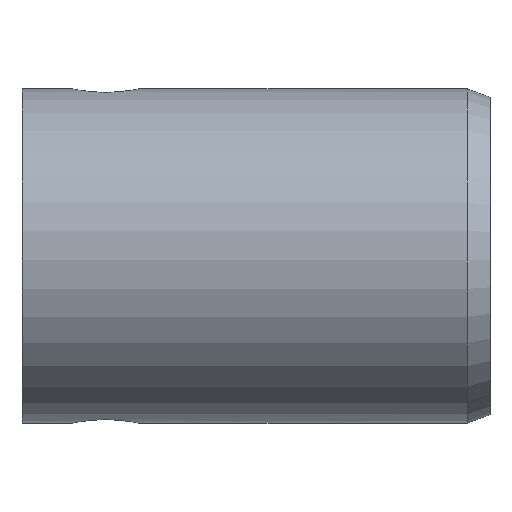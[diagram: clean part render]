
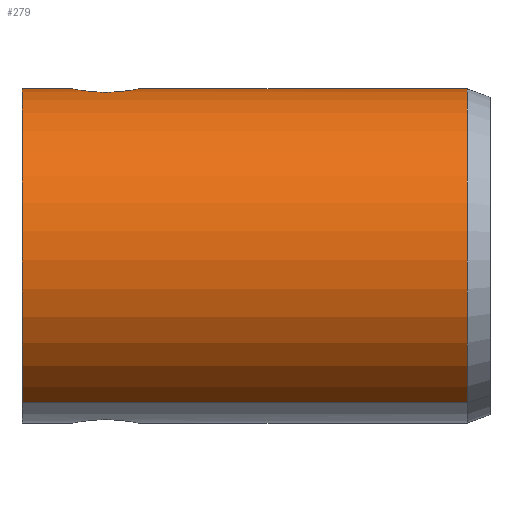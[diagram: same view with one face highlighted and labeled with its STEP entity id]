
A CAD part, left-side view. The second image highlights one B-rep face of the part: STEP entity #279.
In plain terms, the highlighted cylindrical face has radius 10 mm (diameter 20 mm), a partial arc.
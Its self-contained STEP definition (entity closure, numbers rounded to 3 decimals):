
#61=CARTESIAN_POINT('Vertex',(4.794,1.374,8.776)) ;
#63=CARTESIAN_POINT('Vertex',(-4.794,1.374,-8.776)) ;
#92=CARTESIAN_POINT('Axis2P3D Location',(0.,1.374,0.)) ;
#199=CARTESIAN_POINT('Axis2P3D Location',(0.,28.,0.)) ;
#203=CARTESIAN_POINT('Vertex',(-4.794,28.,-8.776)) ;
#205=CARTESIAN_POINT('Vertex',(4.794,28.,8.776)) ;
#222=CARTESIAN_POINT('Axis2P3D Location',(0.,14.,0.)) ;
#227=CARTESIAN_POINT('Line Origine',(-4.794,14.687,-8.776)) ;
#232=CARTESIAN_POINT('Line Origine',(4.794,14.687,8.776)) ;
#244=CARTESIAN_POINT('Control Point',(2.,23.,9.798)) ;
#245=CARTESIAN_POINT('Control Point',(2.,23.513,9.798)) ;
#246=CARTESIAN_POINT('Control Point',(1.835,24.027,9.832)) ;
#247=CARTESIAN_POINT('Control Point',(1.508,24.465,9.9)) ;
#248=CARTESIAN_POINT('Control Point',(0.844,24.921,9.983)) ;
#249=CARTESIAN_POINT('Control Point',(0.07,25.024,10.005)) ;
#250=CARTESIAN_POINT('Control Point',(-0.191,25.016,10.003)) ;
#251=CARTESIAN_POINT('Control Point',(-0.933,24.872,9.973)) ;
#252=CARTESIAN_POINT('Control Point',(-1.552,24.403,9.89)) ;
#253=CARTESIAN_POINT('Control Point',(-1.85,23.979,9.829)) ;
#254=CARTESIAN_POINT('Control Point',(-2.,23.489,9.798)) ;
#255=CARTESIAN_POINT('Control Point',(-2.,23.,9.798)) ;
#256=CARTESIAN_POINT('Vertex',(2.,23.,9.798)) ;
#258=CARTESIAN_POINT('Vertex',(-2.,23.,9.798)) ;
#262=CARTESIAN_POINT('Control Point',(-2.,23.,9.798)) ;
#263=CARTESIAN_POINT('Control Point',(-2.,22.487,9.798)) ;
#264=CARTESIAN_POINT('Control Point',(-1.835,21.973,9.832)) ;
#265=CARTESIAN_POINT('Control Point',(-1.508,21.535,9.9)) ;
#266=CARTESIAN_POINT('Control Point',(-0.844,21.079,9.983)) ;
#267=CARTESIAN_POINT('Control Point',(-0.07,20.976,10.005)) ;
#268=CARTESIAN_POINT('Control Point',(0.191,20.984,10.003)) ;
#269=CARTESIAN_POINT('Control Point',(0.933,21.128,9.973)) ;
#270=CARTESIAN_POINT('Control Point',(1.552,21.597,9.89)) ;
#271=CARTESIAN_POINT('Control Point',(1.85,22.021,9.829)) ;
#272=CARTESIAN_POINT('Control Point',(2.,22.511,9.798)) ;
#273=CARTESIAN_POINT('Control Point',(2.,23.,9.798)) ;
#93=DIRECTION('Axis2P3D Direction',(0.,1.,0.)) ;
#200=DIRECTION('Axis2P3D Direction',(0.,1.,0.)) ;
#223=DIRECTION('Axis2P3D Direction',(0.,1.,0.)) ;
#224=DIRECTION('Axis2P3D XDirection',(0.479,-0.,0.878)) ;
#228=DIRECTION('Vector Direction',(0.,1.,0.)) ;
#233=DIRECTION('Vector Direction',(0.,1.,0.)) ;
#94=AXIS2_PLACEMENT_3D('Circle Axis2P3D',#92,#93,$) ;
#201=AXIS2_PLACEMENT_3D('Circle Axis2P3D',#199,#200,$) ;
#225=AXIS2_PLACEMENT_3D('Cylinder Axis2P3D',#222,#223,#224) ;
#238=ORIENTED_EDGE('',*,*,#207,.F.) ;
#239=ORIENTED_EDGE('',*,*,#231,.T.) ;
#240=ORIENTED_EDGE('',*,*,#96,.T.) ;
#241=ORIENTED_EDGE('',*,*,#236,.F.) ;
#276=ORIENTED_EDGE('',*,*,#260,.F.) ;
#277=ORIENTED_EDGE('',*,*,#274,.F.) ;
#278=FACE_BOUND('',#275,.T.) ;
#229=VECTOR('Line Direction',#228,1.) ;
#234=VECTOR('Line Direction',#233,1.) ;
#279=ADVANCED_FACE('PartBody',(#242,#278),#226,.T.) ;
#243=B_SPLINE_CURVE_WITH_KNOTS('',5,(#244,#245,#246,#247,#248,#249,#250,#251,#252,#253,#254,#255),.UNSPECIFIED.,.F.,.U.,(6,3,3,6),(0.,3.63,5.448,8.908),.UNSPECIFIED.) ;
#261=B_SPLINE_CURVE_WITH_KNOTS('',5,(#262,#263,#264,#265,#266,#267,#268,#269,#270,#271,#272,#273),.UNSPECIFIED.,.F.,.U.,(6,3,3,6),(0.,3.63,5.448,8.908),.UNSPECIFIED.) ;
#95=CIRCLE('generated circle',#94,10.) ;
#202=CIRCLE('generated circle',#201,10.) ;
#226=CYLINDRICAL_SURFACE('generated cylinder',#225,10.) ;
#96=EDGE_CURVE('',#64,#62,#95,.T.) ;
#207=EDGE_CURVE('',#204,#206,#202,.T.) ;
#231=EDGE_CURVE('',#204,#64,#230,.F.) ;
#236=EDGE_CURVE('',#206,#62,#235,.F.) ;
#260=EDGE_CURVE('',#257,#259,#243,.T.) ;
#274=EDGE_CURVE('',#259,#257,#261,.T.) ;
#237=EDGE_LOOP('',(#238,#239,#240,#241)) ;
#275=EDGE_LOOP('',(#276,#277)) ;
#242=FACE_OUTER_BOUND('',#237,.T.) ;
#230=LINE('Line',#227,#229) ;
#235=LINE('Line',#232,#234) ;
#62=VERTEX_POINT('',#61) ;
#64=VERTEX_POINT('',#63) ;
#204=VERTEX_POINT('',#203) ;
#206=VERTEX_POINT('',#205) ;
#257=VERTEX_POINT('',#256) ;
#259=VERTEX_POINT('',#258) ;
